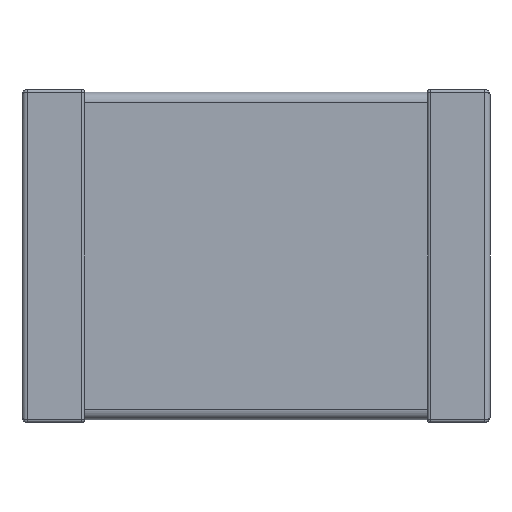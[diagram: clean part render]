
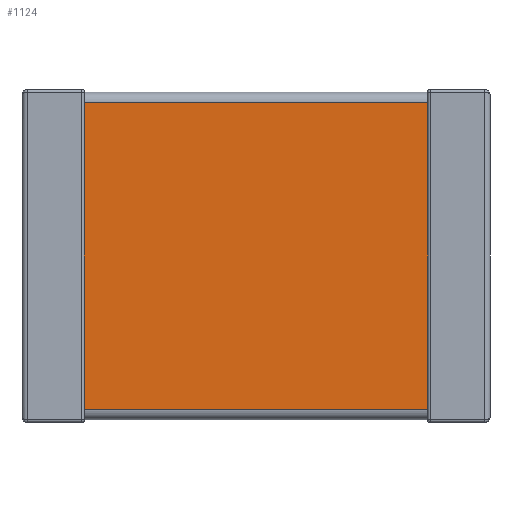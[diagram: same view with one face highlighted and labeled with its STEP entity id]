
A CAD part, front view. The second image highlights one B-rep face of the part: STEP entity #1124.
In plain terms, the highlighted planar face has unit normal (0, -1, 0).
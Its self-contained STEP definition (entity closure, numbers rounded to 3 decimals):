
#26 = LINE ( 'NONE', #1516, #1419 ) ;
#103 = EDGE_CURVE ( 'NONE', #401, #1112, #26, .T. ) ;
#190 = EDGE_LOOP ( 'NONE', ( #1039, #1418, #209, #2582 ) ) ;
#209 = ORIENTED_EDGE ( 'NONE', *, *, #103, .F. ) ;
#247 = VECTOR ( 'NONE', #2495, 1000. ) ;
#367 = DIRECTION ( 'NONE',  ( 0., 1., 0. ) ) ;
#373 = LINE ( 'NONE', #610, #2233 ) ;
#401 = VERTEX_POINT ( 'NONE', #1083 ) ;
#610 = CARTESIAN_POINT ( 'NONE',  ( 1.65, 0.025, -1.475 ) ) ;
#654 = LINE ( 'NONE', #1069, #247 ) ;
#795 = VERTEX_POINT ( 'NONE', #1617 ) ;
#888 = CARTESIAN_POINT ( 'NONE',  ( 1.65, 0.025, 1.475 ) ) ;
#949 = EDGE_CURVE ( 'NONE', #2246, #795, #654, .T. ) ;
#986 = VECTOR ( 'NONE', #2519, 1000. ) ;
#1039 = ORIENTED_EDGE ( 'NONE', *, *, #949, .T. ) ;
#1069 = CARTESIAN_POINT ( 'NONE',  ( -1.65, 0.025, -1.575 ) ) ;
#1083 = CARTESIAN_POINT ( 'NONE',  ( 1.65, 0.025, 1.475 ) ) ;
#1112 = VERTEX_POINT ( 'NONE', #1975 ) ;
#1124 = ADVANCED_FACE ( 'NONE', ( #1891 ), #1185, .F. ) ;
#1185 = PLANE ( 'NONE',  #2567 ) ;
#1408 = DIRECTION ( 'NONE',  ( 0., 0., 1. ) ) ;
#1418 = ORIENTED_EDGE ( 'NONE', *, *, #2635, .T. ) ;
#1419 = VECTOR ( 'NONE', #1902, 1000. ) ;
#1491 = CARTESIAN_POINT ( 'NONE',  ( -1.65, 0.025, 1.475 ) ) ;
#1516 = CARTESIAN_POINT ( 'NONE',  ( 1.65, 0.025, -1.575 ) ) ;
#1617 = CARTESIAN_POINT ( 'NONE',  ( -1.65, 0.025, -1.475 ) ) ;
#1707 = LINE ( 'NONE', #888, #986 ) ;
#1862 = EDGE_CURVE ( 'NONE', #401, #2246, #1707, .T. ) ;
#1891 = FACE_OUTER_BOUND ( 'NONE', #190, .T. ) ;
#1902 = DIRECTION ( 'NONE',  ( 0., 0., -1. ) ) ;
#1975 = CARTESIAN_POINT ( 'NONE',  ( 1.65, 0.025, -1.475 ) ) ;
#2233 = VECTOR ( 'NONE', #2248, 1000. ) ;
#2246 = VERTEX_POINT ( 'NONE', #1491 ) ;
#2248 = DIRECTION ( 'NONE',  ( 1., 0., 0. ) ) ;
#2495 = DIRECTION ( 'NONE',  ( 0., 0., -1. ) ) ;
#2519 = DIRECTION ( 'NONE',  ( -1., 0., 0. ) ) ;
#2567 = AXIS2_PLACEMENT_3D ( 'NONE', #2618, #367, #1408 ) ;
#2582 = ORIENTED_EDGE ( 'NONE', *, *, #1862, .T. ) ;
#2618 = CARTESIAN_POINT ( 'NONE',  ( 1.65, 0.025, -1.575 ) ) ;
#2635 = EDGE_CURVE ( 'NONE', #795, #1112, #373, .T. ) ;
